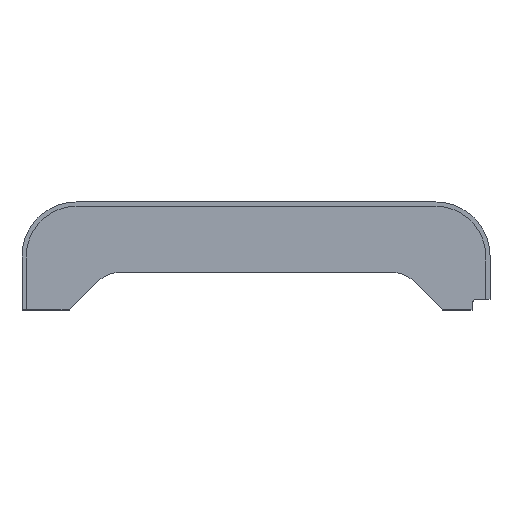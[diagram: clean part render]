
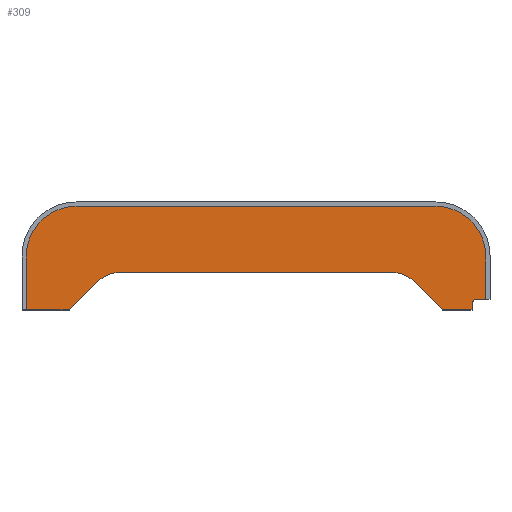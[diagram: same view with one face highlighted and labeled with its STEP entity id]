
A CAD part, top view. The second image highlights one B-rep face of the part: STEP entity #309.
In plain terms, the highlighted planar face has unit normal (0, 0, 1).
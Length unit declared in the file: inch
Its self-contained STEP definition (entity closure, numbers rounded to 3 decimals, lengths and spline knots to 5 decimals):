
#3 = CARTESIAN_POINT ( 'NONE',  ( -0.37341, 0.105, 0.04 ) ) ;
#7 = FACE_OUTER_BOUND ( 'NONE', #571, .T. ) ;
#19 = DIRECTION ( 'NONE',  ( 0., 0., 1. ) ) ;
#20 = VERTEX_POINT ( 'NONE', #723 ) ;
#26 = CIRCLE ( 'NONE', #699, 0.098 ) ;
#29 = CARTESIAN_POINT ( 'NONE',  ( 0.6, 0.015, 0.04 ) ) ;
#30 = VERTEX_POINT ( 'NONE', #651 ) ;
#32 = DIRECTION ( 'NONE',  ( 1., 0., 0. ) ) ;
#34 = DIRECTION ( 'NONE',  ( 0., -1., 0. ) ) ;
#37 = EDGE_CURVE ( 'NONE', #226, #127, #583, .T. ) ;
#38 = CARTESIAN_POINT ( 'NONE',  ( -0.37341, 0.105, 0.04 ) ) ;
#48 = VERTEX_POINT ( 'NONE', #29 ) ;
#52 = CARTESIAN_POINT ( 'NONE',  ( 0.615, 0.03, 0.04 ) ) ;
#60 = CARTESIAN_POINT ( 'NONE',  ( -0.519, 0., 0.04 ) ) ;
#62 = LINE ( 'NONE', #632, #138 ) ;
#64 = ORIENTED_EDGE ( 'NONE', *, *, #37, .F. ) ;
#65 = LINE ( 'NONE', #696, #189 ) ;
#71 = CARTESIAN_POINT ( 'NONE',  ( -0.5, 0.15, 0.04 ) ) ;
#79 = EDGE_CURVE ( 'NONE', #30, #262, #26, .T. ) ;
#99 = CIRCLE ( 'NONE', #526, 0.098 ) ;
#100 = CARTESIAN_POINT ( 'NONE',  ( 0.37341, 0.007, 0.04 ) ) ;
#103 = VECTOR ( 'NONE', #743, 39.37008 ) ;
#114 = CARTESIAN_POINT ( 'NONE',  ( 0.5, 0.288, 0.04 ) ) ;
#115 = CARTESIAN_POINT ( 'NONE',  ( 0.519, 0., 0.04 ) ) ;
#125 = AXIS2_PLACEMENT_3D ( 'NONE', #586, #782, #465 ) ;
#127 = VERTEX_POINT ( 'NONE', #242 ) ;
#133 = ORIENTED_EDGE ( 'NONE', *, *, #507, .F. ) ;
#138 = VECTOR ( 'NONE', #749, 39.37008 ) ;
#156 = ORIENTED_EDGE ( 'NONE', *, *, #502, .F. ) ;
#160 = CARTESIAN_POINT ( 'NONE',  ( 0.638, 0., 0.04 ) ) ;
#161 = EDGE_CURVE ( 'NONE', #201, #30, #364, .T. ) ;
#162 = CARTESIAN_POINT ( 'NONE',  ( 0.6, 0., 0.04 ) ) ;
#163 = EDGE_CURVE ( 'NONE', #678, #20, #179, .T. ) ;
#171 = ORIENTED_EDGE ( 'NONE', *, *, #624, .F. ) ;
#179 = LINE ( 'NONE', #674, #103 ) ;
#184 = ORIENTED_EDGE ( 'NONE', *, *, #163, .F. ) ;
#189 = VECTOR ( 'NONE', #258, 39.37008 ) ;
#191 = DIRECTION ( 'NONE',  ( 1., 0., 0. ) ) ;
#199 = CARTESIAN_POINT ( 'NONE',  ( -0.37341, 0.007, 0.04 ) ) ;
#201 = VERTEX_POINT ( 'NONE', #115 ) ;
#223 = ORIENTED_EDGE ( 'NONE', *, *, #796, .T. ) ;
#226 = VERTEX_POINT ( 'NONE', #297 ) ;
#242 = CARTESIAN_POINT ( 'NONE',  ( 0.638, 0.03, 0.04 ) ) ;
#244 = DIRECTION ( 'NONE',  ( -1., 0., 0. ) ) ;
#245 = VECTOR ( 'NONE', #34, 39.37008 ) ;
#258 = DIRECTION ( 'NONE',  ( -1., 0., 0. ) ) ;
#259 = VERTEX_POINT ( 'NONE', #3 ) ;
#262 = VERTEX_POINT ( 'NONE', #703 ) ;
#264 = DIRECTION ( 'NONE',  ( 1., 0., 0. ) ) ;
#271 = CIRCLE ( 'NONE', #371, 0.015 ) ;
#275 = ORIENTED_EDGE ( 'NONE', *, *, #805, .F. ) ;
#297 = CARTESIAN_POINT ( 'NONE',  ( 0.638, 0.15, 0.04 ) ) ;
#298 = ORIENTED_EDGE ( 'NONE', *, *, #305, .T. ) ;
#299 = CARTESIAN_POINT ( 'NONE',  ( -0.638, 0., 0.04 ) ) ;
#302 = LINE ( 'NONE', #114, #445 ) ;
#305 = EDGE_CURVE ( 'NONE', #201, #543, #621, .T. ) ;
#307 = DIRECTION ( 'NONE',  ( -0.707, 0.707, 0. ) ) ;
#309 = ADVANCED_FACE ( 'NONE', ( #7 ), #430, .T. ) ;
#317 = CARTESIAN_POINT ( 'NONE',  ( -0.5, 0.15, 0.04 ) ) ;
#318 = VERTEX_POINT ( 'NONE', #754 ) ;
#324 = DIRECTION ( 'NONE',  ( 1., 0., 0. ) ) ;
#346 = VECTOR ( 'NONE', #244, 39.37008 ) ;
#354 = VERTEX_POINT ( 'NONE', #60 ) ;
#364 = LINE ( 'NONE', #791, #449 ) ;
#365 = EDGE_CURVE ( 'NONE', #127, #647, #65, .T. ) ;
#371 = AXIS2_PLACEMENT_3D ( 'NONE', #458, #529, #32 ) ;
#404 = VERTEX_POINT ( 'NONE', #767 ) ;
#414 = DIRECTION ( 'NONE',  ( 1., 0., 0. ) ) ;
#428 = EDGE_CURVE ( 'NONE', #318, #354, #520, .T. ) ;
#430 = PLANE ( 'NONE',  #644 ) ;
#437 = CARTESIAN_POINT ( 'NONE',  ( -0.65, 0., 0.04 ) ) ;
#438 = ORIENTED_EDGE ( 'NONE', *, *, #428, .F. ) ;
#440 = ORIENTED_EDGE ( 'NONE', *, *, #598, .F. ) ;
#445 = VECTOR ( 'NONE', #414, 39.37008 ) ;
#446 = VERTEX_POINT ( 'NONE', #650 ) ;
#449 = VECTOR ( 'NONE', #307, 39.37008 ) ;
#451 = DIRECTION ( 'NONE',  ( -0.707, -0.707, 0. ) ) ;
#458 = CARTESIAN_POINT ( 'NONE',  ( 0.615, 0.015, 0.04 ) ) ;
#465 = DIRECTION ( 'NONE',  ( 1., 0., 0. ) ) ;
#467 = ORIENTED_EDGE ( 'NONE', *, *, #728, .F. ) ;
#484 = DIRECTION ( 'NONE',  ( 0., -1., 0. ) ) ;
#491 = ORIENTED_EDGE ( 'NONE', *, *, #161, .F. ) ;
#500 = DIRECTION ( 'NONE',  ( 1., 0., 0. ) ) ;
#502 = EDGE_CURVE ( 'NONE', #647, #48, #271, .T. ) ;
#507 = EDGE_CURVE ( 'NONE', #446, #226, #509, .T. ) ;
#509 = CIRCLE ( 'NONE', #125, 0.138 ) ;
#520 = LINE ( 'NONE', #642, #672 ) ;
#526 = AXIS2_PLACEMENT_3D ( 'NONE', #199, #692, #264 ) ;
#529 = DIRECTION ( 'NONE',  ( 0., 0., 1. ) ) ;
#541 = LINE ( 'NONE', #676, #552 ) ;
#543 = VERTEX_POINT ( 'NONE', #162 ) ;
#552 = VECTOR ( 'NONE', #484, 39.37008 ) ;
#571 = EDGE_LOOP ( 'NONE', ( #684, #156, #675, #64, #133, #440, #467, #184, #223, #438, #275, #171, #622, #491, #298 ) ) ;
#583 = LINE ( 'NONE', #160, #245 ) ;
#586 = CARTESIAN_POINT ( 'NONE',  ( 0.5, 0.15, 0.04 ) ) ;
#598 = EDGE_CURVE ( 'NONE', #404, #446, #302, .T. ) ;
#614 = LINE ( 'NONE', #38, #346 ) ;
#621 = LINE ( 'NONE', #437, #641 ) ;
#622 = ORIENTED_EDGE ( 'NONE', *, *, #79, .F. ) ;
#624 = EDGE_CURVE ( 'NONE', #262, #259, #614, .T. ) ;
#632 = CARTESIAN_POINT ( 'NONE',  ( -0.65, 0., 0.04 ) ) ;
#637 = DIRECTION ( 'NONE',  ( 0., 0., -1. ) ) ;
#641 = VECTOR ( 'NONE', #500, 39.37008 ) ;
#642 = CARTESIAN_POINT ( 'NONE',  ( -0.519, 0., 0.04 ) ) ;
#644 = AXIS2_PLACEMENT_3D ( 'NONE', #317, #693, #191 ) ;
#647 = VERTEX_POINT ( 'NONE', #52 ) ;
#650 = CARTESIAN_POINT ( 'NONE',  ( 0.5, 0.288, 0.04 ) ) ;
#651 = CARTESIAN_POINT ( 'NONE',  ( 0.4427, 0.0763, 0.04 ) ) ;
#660 = CIRCLE ( 'NONE', #764, 0.138 ) ;
#672 = VECTOR ( 'NONE', #451, 39.37008 ) ;
#674 = CARTESIAN_POINT ( 'NONE',  ( -0.638, 0.15, 0.04 ) ) ;
#675 = ORIENTED_EDGE ( 'NONE', *, *, #365, .F. ) ;
#676 = CARTESIAN_POINT ( 'NONE',  ( 0.6, 0., 0.04 ) ) ;
#678 = VERTEX_POINT ( 'NONE', #299 ) ;
#679 = EDGE_CURVE ( 'NONE', #48, #543, #541, .T. ) ;
#684 = ORIENTED_EDGE ( 'NONE', *, *, #679, .F. ) ;
#692 = DIRECTION ( 'NONE',  ( 0., 0., 1. ) ) ;
#693 = DIRECTION ( 'NONE',  ( 0., 0., 1. ) ) ;
#696 = CARTESIAN_POINT ( 'NONE',  ( 0.65, 0.03, 0.04 ) ) ;
#699 = AXIS2_PLACEMENT_3D ( 'NONE', #100, #19, #780 ) ;
#703 = CARTESIAN_POINT ( 'NONE',  ( 0.37341, 0.105, 0.04 ) ) ;
#723 = CARTESIAN_POINT ( 'NONE',  ( -0.638, 0.15, 0.04 ) ) ;
#728 = EDGE_CURVE ( 'NONE', #20, #404, #660, .T. ) ;
#743 = DIRECTION ( 'NONE',  ( 0., 1., 0. ) ) ;
#749 = DIRECTION ( 'NONE',  ( 1., 0., 0. ) ) ;
#754 = CARTESIAN_POINT ( 'NONE',  ( -0.4427, 0.0763, 0.04 ) ) ;
#764 = AXIS2_PLACEMENT_3D ( 'NONE', #71, #637, #324 ) ;
#767 = CARTESIAN_POINT ( 'NONE',  ( -0.5, 0.288, 0.04 ) ) ;
#780 = DIRECTION ( 'NONE',  ( -1., 0., 0. ) ) ;
#782 = DIRECTION ( 'NONE',  ( 0., 0., -1. ) ) ;
#791 = CARTESIAN_POINT ( 'NONE',  ( 0.519, 0., 0.04 ) ) ;
#796 = EDGE_CURVE ( 'NONE', #678, #354, #62, .T. ) ;
#805 = EDGE_CURVE ( 'NONE', #259, #318, #99, .T. ) ;
